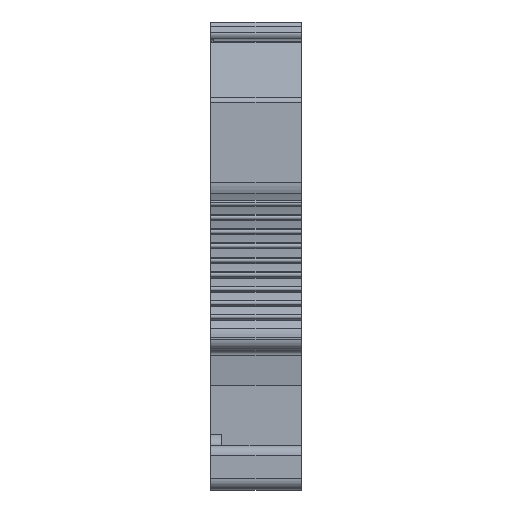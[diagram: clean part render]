
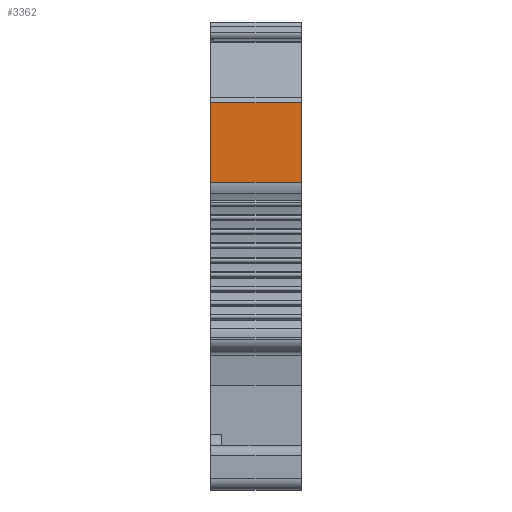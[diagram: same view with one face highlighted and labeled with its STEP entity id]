
A CAD part, left-side view. The second image highlights one B-rep face of the part: STEP entity #3362.
In plain terms, the highlighted planar face has unit normal (-1, 0, 0).
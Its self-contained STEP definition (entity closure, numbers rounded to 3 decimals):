
#3304=CARTESIAN_POINT('',(-11.647,15.955,17.331));
#3305=VERTEX_POINT('',#3304);
#3314=CARTESIAN_POINT('',(-11.647,24.105,17.331));
#3315=VERTEX_POINT('',#3314);
#3323=CARTESIAN_POINT('',(-11.647,24.105,17.331));
#3324=DIRECTION('',(0.,-1.,0.));
#3325=VECTOR('',#3324,8.15);
#3326=LINE('',#3323,#3325);
#3327=EDGE_CURVE('',#3315,#3305,#3326,.T.);
#3332=CARTESIAN_POINT('',(-11.647,20.03,13.739));
#3333=DIRECTION('',(0.,-1.,0.));
#3334=DIRECTION('',(1.,0.,0.));
#3335=AXIS2_PLACEMENT_3D('',#3332,#3334,#3333);
#3336=PLANE('',#3335);
#3337=CARTESIAN_POINT('',(-11.647,24.105,10.147));
#3338=VERTEX_POINT('',#3337);
#3339=CARTESIAN_POINT('',(-11.647,15.955,10.147));
#3340=VERTEX_POINT('',#3339);
#3341=CARTESIAN_POINT('',(-11.647,24.105,10.147));
#3342=DIRECTION('',(0.,-1.,0.));
#3343=VECTOR('',#3342,8.15);
#3344=LINE('',#3341,#3343);
#3345=EDGE_CURVE('',#3338,#3340,#3344,.T.);
#3346=ORIENTED_EDGE('E331',*,*,#3345,.F.);
#3347=CARTESIAN_POINT('',(-11.647,24.105,10.147));
#3348=DIRECTION('',(0.,0.,1.));
#3349=VECTOR('',#3348,7.184);
#3350=LINE('',#3347,#3349);
#3351=EDGE_CURVE('',#3338,#3315,#3350,.T.);
#3352=ORIENTED_EDGE('E332',*,*,#3351,.T.);
#3353=ORIENTED_EDGE('E332',*,*,#3327,.T.);
#3354=CARTESIAN_POINT('',(-11.647,15.955,17.331));
#3355=DIRECTION('',(0.,0.,-1.));
#3356=VECTOR('',#3355,7.184);
#3357=LINE('',#3354,#3356);
#3358=EDGE_CURVE('',#3305,#3340,#3357,.T.);
#3359=ORIENTED_EDGE('E333',*,*,#3358,.T.);
#3360=EDGE_LOOP('',(#3346,#3352,#3353,#3359));
#3361=FACE_OUTER_BOUND('',#3360,.F.);
#3362=ADVANCED_FACE('F81',(#3361),#3336,.F.);
